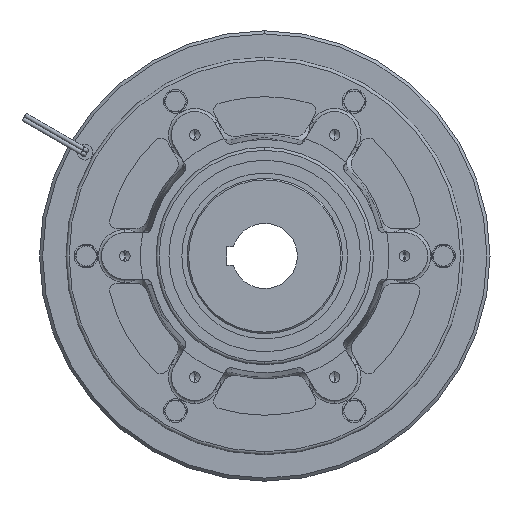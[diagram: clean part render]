
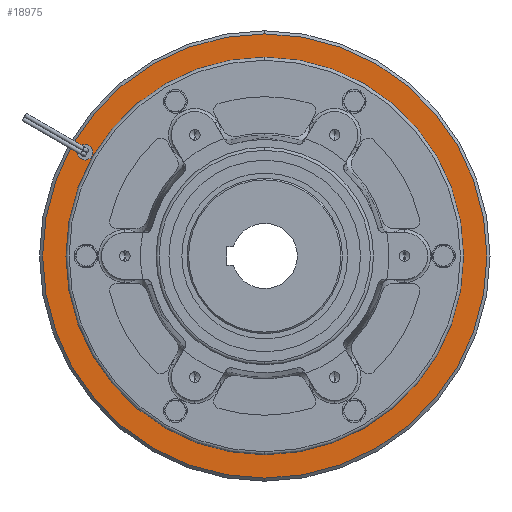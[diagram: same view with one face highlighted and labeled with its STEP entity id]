
A CAD part, left-side view. The second image highlights one B-rep face of the part: STEP entity #18975.
In plain terms, the highlighted planar face has unit normal (-1, 0, 0).
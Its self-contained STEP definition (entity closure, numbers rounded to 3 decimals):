
#299 = EDGE_LOOP ( 'NONE', ( #14845, #11065 ) ) ;
#1509 = CARTESIAN_POINT ( 'NONE',  ( -33.75, 115.676, 66.786 ) ) ;
#1852 = AXIS2_PLACEMENT_3D ( 'NONE', #1509, #4767, #16166 ) ;
#2109 = AXIS2_PLACEMENT_3D ( 'NONE', #20959, #12702, #2986 ) ;
#2570 = CIRCLE ( 'NONE', #19697, 122.5 ) ;
#2770 = ORIENTED_EDGE ( 'NONE', *, *, #4539, .F. ) ;
#2861 = EDGE_LOOP ( 'NONE', ( #7912, #14498 ) ) ;
#2986 = DIRECTION ( 'NONE',  ( 0., 0., 1. ) ) ;
#2990 = EDGE_CURVE ( 'NONE', #20278, #15101, #20467, .T. ) ;
#3392 = DIRECTION ( 'NONE',  ( -1., 0., 0. ) ) ;
#3720 = AXIS2_PLACEMENT_3D ( 'NONE', #13112, #3392, #11463 ) ;
#3803 = CARTESIAN_POINT ( 'NONE',  ( -33.75, 115.676, 71.786 ) ) ;
#4052 = EDGE_LOOP ( 'NONE', ( #2770, #6351 ) ) ;
#4387 = EDGE_CURVE ( 'NONE', #8534, #7953, #14280, .T. ) ;
#4539 = EDGE_CURVE ( 'NONE', #15101, #20278, #2570, .T. ) ;
#4767 = DIRECTION ( 'NONE',  ( -1., 0., 0. ) ) ;
#4845 = EDGE_CURVE ( 'NONE', #7953, #8534, #7883, .T. ) ;
#5461 = VERTEX_POINT ( 'NONE', #3803 ) ;
#5698 = CARTESIAN_POINT ( 'NONE',  ( -33.75, 0., 0. ) ) ;
#6177 = DIRECTION ( 'NONE',  ( -1., 0., 0. ) ) ;
#6351 = ORIENTED_EDGE ( 'NONE', *, *, #2990, .F. ) ;
#6579 = DIRECTION ( 'NONE',  ( 1., 0., 0. ) ) ;
#7165 = CARTESIAN_POINT ( 'NONE',  ( -33.75, 115.676, 66.786 ) ) ;
#7883 = CIRCLE ( 'NONE', #2109, 143. ) ;
#7912 = ORIENTED_EDGE ( 'NONE', *, *, #4387, .T. ) ;
#7953 = VERTEX_POINT ( 'NONE', #11616 ) ;
#8295 = AXIS2_PLACEMENT_3D ( 'NONE', #7165, #13496, #16946 ) ;
#8534 = VERTEX_POINT ( 'NONE', #15819 ) ;
#8721 = FACE_OUTER_BOUND ( 'NONE', #2861, .T. ) ;
#8960 = CIRCLE ( 'NONE', #8295, 5. ) ;
#9112 = AXIS2_PLACEMENT_3D ( 'NONE', #5698, #17087, #12359 ) ;
#9764 = PLANE ( 'NONE',  #20677 ) ;
#11065 = ORIENTED_EDGE ( 'NONE', *, *, #19993, .F. ) ;
#11084 = CARTESIAN_POINT ( 'NONE',  ( -33.75, 0., 0. ) ) ;
#11463 = DIRECTION ( 'NONE',  ( 0., 0., 1. ) ) ;
#11616 = CARTESIAN_POINT ( 'NONE',  ( -33.75, 0., 143. ) ) ;
#11773 = CARTESIAN_POINT ( 'NONE',  ( -33.75, 115.676, 61.786 ) ) ;
#12359 = DIRECTION ( 'NONE',  ( 0., 0., 1. ) ) ;
#12702 = DIRECTION ( 'NONE',  ( -1., 0., 0. ) ) ;
#13046 = FACE_BOUND ( 'NONE', #4052, .T. ) ;
#13112 = CARTESIAN_POINT ( 'NONE',  ( -33.75, 0., 0. ) ) ;
#13194 = DIRECTION ( 'NONE',  ( 0., 0., -1. ) ) ;
#13262 = CARTESIAN_POINT ( 'NONE',  ( -33.75, 0., 0. ) ) ;
#13496 = DIRECTION ( 'NONE',  ( -1., 0., 0. ) ) ;
#14280 = CIRCLE ( 'NONE', #3720, 143. ) ;
#14482 = EDGE_CURVE ( 'NONE', #5461, #18497, #8960, .T. ) ;
#14498 = ORIENTED_EDGE ( 'NONE', *, *, #4845, .T. ) ;
#14845 = ORIENTED_EDGE ( 'NONE', *, *, #14482, .F. ) ;
#15101 = VERTEX_POINT ( 'NONE', #20424 ) ;
#15785 = CARTESIAN_POINT ( 'NONE',  ( -33.75, 0., -122.5 ) ) ;
#15819 = CARTESIAN_POINT ( 'NONE',  ( -33.75, 0., -143. ) ) ;
#15843 = CIRCLE ( 'NONE', #1852, 5. ) ;
#16166 = DIRECTION ( 'NONE',  ( 0., 0., 1. ) ) ;
#16946 = DIRECTION ( 'NONE',  ( 0., 0., 1. ) ) ;
#17087 = DIRECTION ( 'NONE',  ( -1., 0., 0. ) ) ;
#18497 = VERTEX_POINT ( 'NONE', #11773 ) ;
#18975 = ADVANCED_FACE ( 'NONE', ( #19968, #13046, #8721 ), #9764, .F. ) ;
#19026 = DIRECTION ( 'NONE',  ( 0., 0., 1. ) ) ;
#19697 = AXIS2_PLACEMENT_3D ( 'NONE', #11084, #6177, #19026 ) ;
#19968 = FACE_BOUND ( 'NONE', #299, .T. ) ;
#19993 = EDGE_CURVE ( 'NONE', #18497, #5461, #15843, .T. ) ;
#20278 = VERTEX_POINT ( 'NONE', #15785 ) ;
#20424 = CARTESIAN_POINT ( 'NONE',  ( -33.75, 0., 122.5 ) ) ;
#20467 = CIRCLE ( 'NONE', #9112, 122.5 ) ;
#20677 = AXIS2_PLACEMENT_3D ( 'NONE', #13262, #6579, #13194 ) ;
#20959 = CARTESIAN_POINT ( 'NONE',  ( -33.75, 0., 0. ) ) ;
